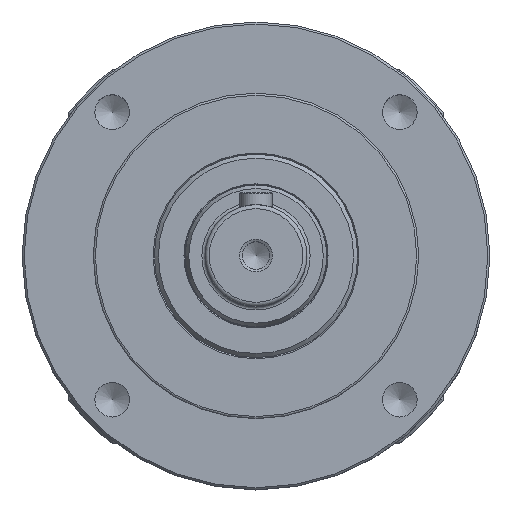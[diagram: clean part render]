
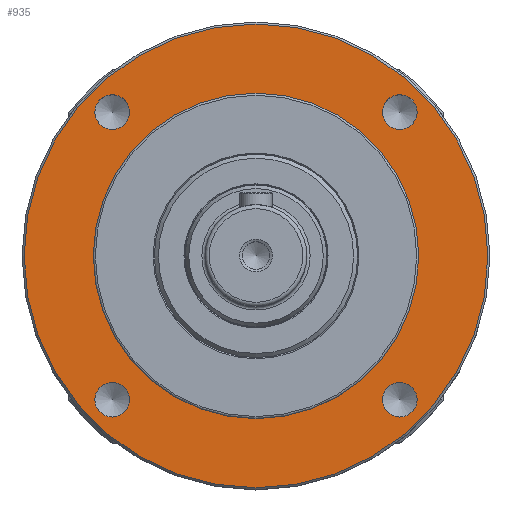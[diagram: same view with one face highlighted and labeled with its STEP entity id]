
A CAD part, top view. The second image highlights one B-rep face of the part: STEP entity #935.
In plain terms, the highlighted planar face has unit normal (0, 0, 1).
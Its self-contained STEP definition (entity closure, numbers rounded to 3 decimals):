
#213=CARTESIAN_POINT('',(-57.,0.0,-4.0));
#214=VERTEX_POINT('',#213);
#215=CARTESIAN_POINT('',(0.0,0.0,-4.0));
#216=DIRECTION('',(0.0,0.0,1.0));
#217=DIRECTION('',(-1.0,0.0,0.0));
#218=AXIS2_PLACEMENT_3D('',#215,#216,#217);
#219=CIRCLE('',#218,57.);
#220=EDGE_CURVE('',#214,#214,#219,.T.);
#476=CARTESIAN_POINT('',(39.605,35.355,-4.0));
#477=VERTEX_POINT('',#476);
#478=CARTESIAN_POINT('',(35.355,35.355,-4.0));
#479=DIRECTION('',(0.0,0.0,1.0));
#480=DIRECTION('',(1.0,0.0,0.0));
#481=AXIS2_PLACEMENT_3D('',#478,#479,#480);
#482=CIRCLE('',#481,4.25);
#483=EDGE_CURVE('',#477,#477,#482,.T.);
#513=CARTESIAN_POINT('',(39.605,-35.355,-4.0));
#514=VERTEX_POINT('',#513);
#515=CARTESIAN_POINT('',(35.355,-35.355,-4.0));
#516=DIRECTION('',(0.0,0.0,1.0));
#517=DIRECTION('',(1.0,0.0,0.0));
#518=AXIS2_PLACEMENT_3D('',#515,#516,#517);
#519=CIRCLE('',#518,4.25);
#520=EDGE_CURVE('',#514,#514,#519,.T.);
#550=CARTESIAN_POINT('',(-31.105,-35.355,-4.0));
#551=VERTEX_POINT('',#550);
#552=CARTESIAN_POINT('',(-35.355,-35.355,-4.0));
#553=DIRECTION('',(0.0,0.0,1.0));
#554=DIRECTION('',(1.0,0.0,0.0));
#555=AXIS2_PLACEMENT_3D('',#552,#553,#554);
#556=CIRCLE('',#555,4.25);
#557=EDGE_CURVE('',#551,#551,#556,.T.);
#587=CARTESIAN_POINT('',(-31.105,35.355,-4.0));
#588=VERTEX_POINT('',#587);
#589=CARTESIAN_POINT('',(-35.355,35.355,-4.0));
#590=DIRECTION('',(0.0,0.0,1.0));
#591=DIRECTION('',(1.0,0.0,0.0));
#592=AXIS2_PLACEMENT_3D('',#589,#590,#591);
#593=CIRCLE('',#592,4.25);
#594=EDGE_CURVE('',#588,#588,#593,.T.);
#805=CARTESIAN_POINT('',(40.0,0.0,-4.0));
#806=VERTEX_POINT('',#805);
#807=CARTESIAN_POINT('',(0.0,0.0,-4.0));
#808=DIRECTION('',(0.0,0.0,1.0));
#809=DIRECTION('',(1.0,0.0,0.0));
#810=AXIS2_PLACEMENT_3D('',#807,#808,#809);
#811=CIRCLE('',#810,40.0);
#812=EDGE_CURVE('',#806,#806,#811,.T.);
#912=CARTESIAN_POINT('',(0.0,40.0,-4.0));
#913=DIRECTION('',(0.0,0.0,-1.0));
#914=DIRECTION('',(-1.0,0.0,0.0));
#915=AXIS2_PLACEMENT_3D('',#912,#913,#914);
#916=PLANE('',#915);
#917=ORIENTED_EDGE('',*,*,#220,.T.);
#918=EDGE_LOOP('',(#917));
#919=FACE_OUTER_BOUND('',#918,.T.);
#920=ORIENTED_EDGE('',*,*,#483,.F.);
#921=EDGE_LOOP('',(#920));
#922=FACE_BOUND('',#921,.T.);
#923=ORIENTED_EDGE('',*,*,#520,.F.);
#924=EDGE_LOOP('',(#923));
#925=FACE_BOUND('',#924,.T.);
#926=ORIENTED_EDGE('',*,*,#557,.F.);
#927=EDGE_LOOP('',(#926));
#928=FACE_BOUND('',#927,.T.);
#929=ORIENTED_EDGE('',*,*,#594,.F.);
#930=EDGE_LOOP('',(#929));
#931=FACE_BOUND('',#930,.T.);
#932=ORIENTED_EDGE('',*,*,#812,.F.);
#933=EDGE_LOOP('',(#932));
#934=FACE_BOUND('',#933,.T.);
#935=ADVANCED_FACE('',(#919,#922,#925,#928,#931,#934),#916,.F.);
